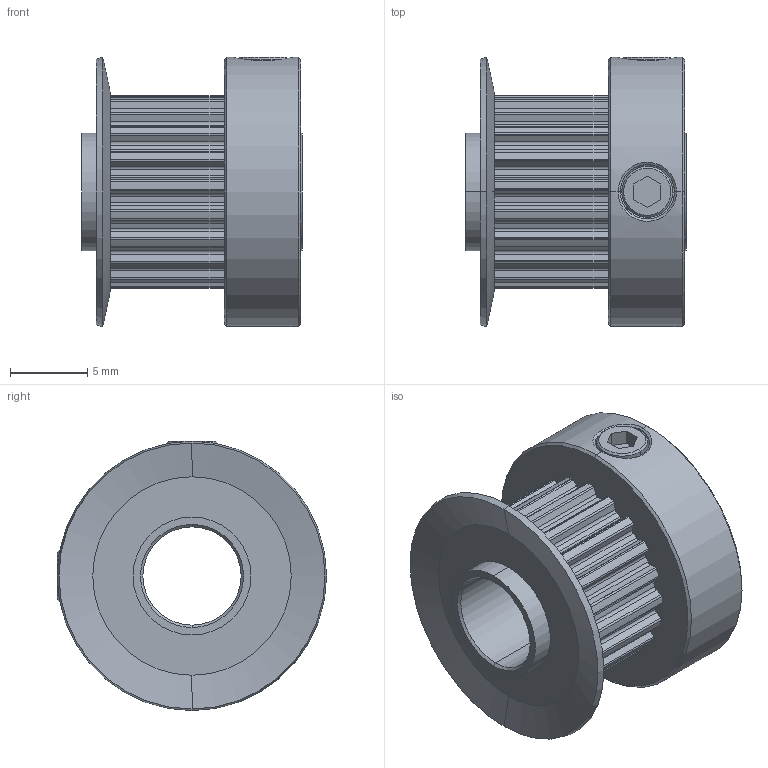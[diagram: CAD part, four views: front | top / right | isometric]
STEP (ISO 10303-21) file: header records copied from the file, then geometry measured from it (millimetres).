
FILE_DESCRIPTION (( 'STEP AP214' ), '1' );
FILE_NAME ('APB20MXL025CF-250.step', '2016-06-13T20:58:27', ( '' ), ( '' ), 'SwSTEP 2.0', 'SolidWorks 2016', '' );
FILE_SCHEMA (( 'AUTOMOTIVE_DESIGN' ));
Length unit declared in the file: inch
Products named in the file (1): APB20MXL025CF-250
Bounding box: 14.29 x 17.4 x 17.4 mm (x, y, z)
Volume: 1636.6 mm3; surface area: 1829.1 mm2
Topology: 3 solids, 3 shells, 237 faces, 664 edges, 437 vertices
Faces by surface type: cylinder 151, plane 64, cone 18, bspline 4
Entity records: 11059 total; most frequent: CARTESIAN_POINT 4457, DIRECTION 1423, ORIENTED_EDGE 1328, EDGE_CURVE 664, AXIS2_PLACEMENT_3D 548, VERTEX_POINT 437, LINE 327, VECTOR 327
